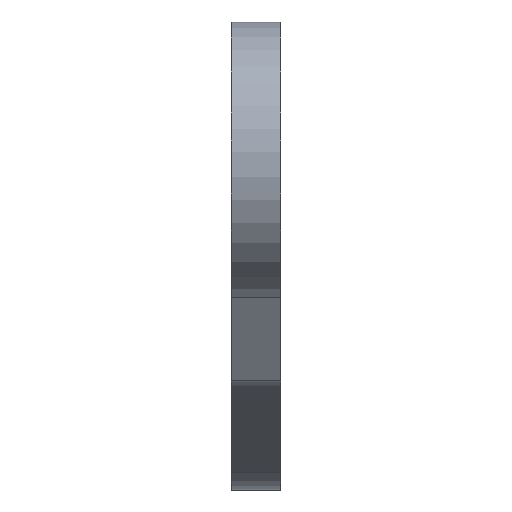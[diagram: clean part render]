
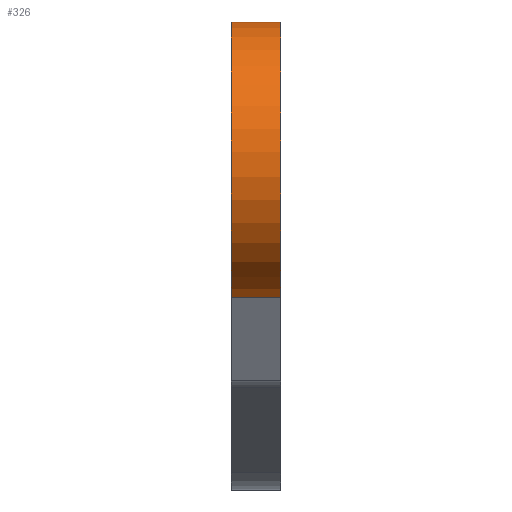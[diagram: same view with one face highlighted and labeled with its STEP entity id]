
A CAD part, left-side view. The second image highlights one B-rep face of the part: STEP entity #326.
In plain terms, the highlighted cylindrical face has radius 9.13 mm (diameter 18.26 mm), a partial arc.
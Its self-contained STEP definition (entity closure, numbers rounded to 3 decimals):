
#10=CARTESIAN_POINT('',(0.,-38.8,46.897));
#11=DIRECTION('',(0.,1.,0.));
#12=DIRECTION('',(-0.258,0.,-0.966));
#13=AXIS2_PLACEMENT_3D('',#10,#11,#12);
#82=CARTESIAN_POINT('',(0.,-35.6,46.897));
#83=DIRECTION('',(0.,1.,0.));
#84=DIRECTION('',(-0.258,0.,-0.966));
#85=AXIS2_PLACEMENT_3D('',#82,#83,#84);
#118=DIRECTION('',(0.,1.,0.));
#119=VECTOR('',#118,3.2);
#120=CARTESIAN_POINT('',(-2.352,-38.8,38.075));
#121=LINE('',#120,#119);
#122=DIRECTION('',(0.,1.,0.));
#123=VECTOR('',#122,3.2);
#124=CARTESIAN_POINT('',(4.885,-38.8,54.61));
#125=LINE('',#124,#123);
#158=CARTESIAN_POINT('',(-2.352,-38.8,38.075));
#159=CARTESIAN_POINT('',(4.885,-38.8,54.61));
#160=VERTEX_POINT('',#158);
#161=VERTEX_POINT('',#159);
#174=CARTESIAN_POINT('',(-2.352,-35.6,38.075));
#175=CARTESIAN_POINT('',(4.885,-35.6,54.61));
#176=VERTEX_POINT('',#174);
#177=VERTEX_POINT('',#175);
#314=CARTESIAN_POINT('',(0.,-38.8,46.897));
#315=DIRECTION('',(0.,-1.,0.));
#316=DIRECTION('',(1.,0.,0.));
#317=AXIS2_PLACEMENT_3D('',#314,#315,#316);
#318=CYLINDRICAL_SURFACE('',#317,9.13);
#319=ORIENTED_EDGE('',*,*,#217,.F.);
#320=ORIENTED_EDGE('',*,*,#308,.T.);
#321=ORIENTED_EDGE('',*,*,#282,.T.);
#323=ORIENTED_EDGE('',*,*,#322,.F.);
#324=EDGE_LOOP('',(#319,#320,#321,#323));
#325=FACE_OUTER_BOUND('',#324,.F.);
#326=ADVANCED_FACE('',(#325),#318,.T.);
#14=CIRCLE('',#13,9.13);
#86=CIRCLE('',#85,9.13);
#217=EDGE_CURVE('',#160,#161,#14,.T.);
#282=EDGE_CURVE('',#176,#177,#86,.T.);
#308=EDGE_CURVE('',#160,#176,#121,.T.);
#322=EDGE_CURVE('',#161,#177,#125,.T.);
